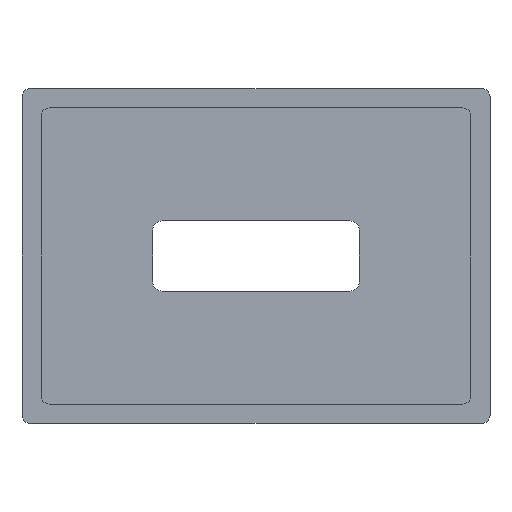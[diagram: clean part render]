
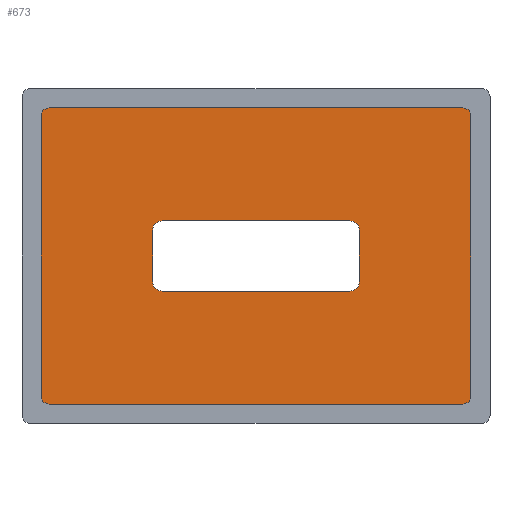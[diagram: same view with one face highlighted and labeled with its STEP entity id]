
A CAD part, front view. The second image highlights one B-rep face of the part: STEP entity #673.
In plain terms, the highlighted planar face has unit normal (0, -1, 0).
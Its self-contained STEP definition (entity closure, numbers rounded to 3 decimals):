
#21=FACE_BOUND('',#108,.T.);
#37=PLANE('',#752);
#69=FACE_OUTER_BOUND('',#107,.T.);
#107=EDGE_LOOP('',(#567,#568,#569,#570,#571,#572,#573,#574));
#108=EDGE_LOOP('',(#575,#576,#577,#578,#579,#580,#581,#582));
#123=LINE('',#989,#187);
#126=LINE('',#1000,#190);
#130=LINE('',#1012,#194);
#133=LINE('',#1021,#197);
#157=LINE('',#1096,#221);
#161=LINE('',#1108,#225);
#165=LINE('',#1120,#229);
#169=LINE('',#1132,#233);
#187=VECTOR('',#783,10.);
#190=VECTOR('',#794,10.);
#194=VECTOR('',#806,10.);
#197=VECTOR('',#817,10.);
#221=VECTOR('',#887,10.);
#225=VECTOR('',#899,10.);
#229=VECTOR('',#911,10.);
#233=VECTOR('',#923,10.);
#248=CIRCLE('',#700,3.);
#250=CIRCLE('',#704,3.);
#252=CIRCLE('',#708,3.);
#254=CIRCLE('',#712,3.);
#268=CIRCLE('',#739,2.5);
#270=CIRCLE('',#743,2.5);
#272=CIRCLE('',#747,2.5);
#274=CIRCLE('',#751,2.5);
#281=VERTEX_POINT('',#979);
#282=VERTEX_POINT('',#981);
#284=VERTEX_POINT('',#987);
#287=VERTEX_POINT('',#994);
#288=VERTEX_POINT('',#996);
#291=VERTEX_POINT('',#1006);
#292=VERTEX_POINT('',#1008);
#294=VERTEX_POINT('',#1017);
#321=VERTEX_POINT('',#1093);
#322=VERTEX_POINT('',#1095);
#324=VERTEX_POINT('',#1101);
#326=VERTEX_POINT('',#1107);
#328=VERTEX_POINT('',#1113);
#330=VERTEX_POINT('',#1119);
#332=VERTEX_POINT('',#1125);
#334=VERTEX_POINT('',#1131);
#345=EDGE_CURVE('',#281,#282,#248,.T.);
#349=EDGE_CURVE('',#281,#284,#123,.T.);
#352=EDGE_CURVE('',#287,#288,#250,.T.);
#354=EDGE_CURVE('',#287,#282,#126,.T.);
#358=EDGE_CURVE('',#291,#292,#252,.T.);
#360=EDGE_CURVE('',#291,#288,#130,.T.);
#364=EDGE_CURVE('',#294,#284,#254,.T.);
#365=EDGE_CURVE('',#294,#292,#133,.T.);
#401=EDGE_CURVE('',#322,#321,#157,.T.);
#404=EDGE_CURVE('',#324,#322,#268,.T.);
#407=EDGE_CURVE('',#326,#324,#161,.T.);
#410=EDGE_CURVE('',#328,#326,#270,.T.);
#413=EDGE_CURVE('',#330,#328,#165,.T.);
#416=EDGE_CURVE('',#332,#330,#272,.T.);
#419=EDGE_CURVE('',#334,#332,#169,.T.);
#422=EDGE_CURVE('',#321,#334,#274,.T.);
#567=ORIENTED_EDGE('',*,*,#413,.T.);
#568=ORIENTED_EDGE('',*,*,#410,.T.);
#569=ORIENTED_EDGE('',*,*,#407,.T.);
#570=ORIENTED_EDGE('',*,*,#404,.T.);
#571=ORIENTED_EDGE('',*,*,#401,.T.);
#572=ORIENTED_EDGE('',*,*,#422,.T.);
#573=ORIENTED_EDGE('',*,*,#419,.T.);
#574=ORIENTED_EDGE('',*,*,#416,.T.);
#575=ORIENTED_EDGE('',*,*,#354,.T.);
#576=ORIENTED_EDGE('',*,*,#345,.F.);
#577=ORIENTED_EDGE('',*,*,#349,.T.);
#578=ORIENTED_EDGE('',*,*,#364,.F.);
#579=ORIENTED_EDGE('',*,*,#365,.T.);
#580=ORIENTED_EDGE('',*,*,#358,.F.);
#581=ORIENTED_EDGE('',*,*,#360,.T.);
#582=ORIENTED_EDGE('',*,*,#352,.F.);
#673=ADVANCED_FACE('',(#69,#21),#37,.F.);
#700=AXIS2_PLACEMENT_3D('',#982,#776,#777);
#704=AXIS2_PLACEMENT_3D('',#997,#789,#790);
#708=AXIS2_PLACEMENT_3D('',#1009,#801,#802);
#712=AXIS2_PLACEMENT_3D('',#1019,#813,#814);
#739=AXIS2_PLACEMENT_3D('',#1102,#893,#894);
#743=AXIS2_PLACEMENT_3D('',#1114,#905,#906);
#747=AXIS2_PLACEMENT_3D('',#1126,#917,#918);
#751=AXIS2_PLACEMENT_3D('',#1136,#929,#930);
#752=AXIS2_PLACEMENT_3D('',#1137,#931,#932);
#776=DIRECTION('center_axis',(0.,-1.,0.));
#777=DIRECTION('ref_axis',(0.707,0.,-0.707));
#783=DIRECTION('',(-1.,0.,0.));
#789=DIRECTION('center_axis',(0.,-1.,0.));
#790=DIRECTION('ref_axis',(0.707,0.,0.707));
#794=DIRECTION('',(0.,0.,-1.));
#801=DIRECTION('center_axis',(0.,-1.,0.));
#802=DIRECTION('ref_axis',(-0.707,0.,0.707));
#806=DIRECTION('',(1.,0.,0.));
#813=DIRECTION('center_axis',(0.,-1.,0.));
#814=DIRECTION('ref_axis',(-0.707,0.,-0.707));
#817=DIRECTION('',(0.,0.,1.));
#887=DIRECTION('',(-1.,0.,0.));
#893=DIRECTION('center_axis',(0.,-1.,0.));
#894=DIRECTION('ref_axis',(0.,0.,1.));
#899=DIRECTION('',(0.,0.,1.));
#905=DIRECTION('center_axis',(0.,-1.,0.));
#906=DIRECTION('ref_axis',(1.,0.,0.));
#911=DIRECTION('',(1.,0.,0.));
#917=DIRECTION('center_axis',(0.,-1.,0.));
#918=DIRECTION('ref_axis',(0.,0.,-1.));
#923=DIRECTION('',(0.,0.,-1.));
#929=DIRECTION('center_axis',(0.,-1.,0.));
#930=DIRECTION('ref_axis',(-1.,0.,0.));
#931=DIRECTION('center_axis',(0.,1.,0.));
#932=DIRECTION('ref_axis',(-1.,0.,0.));
#979=CARTESIAN_POINT('',(139.75,-5.,213.));
#981=CARTESIAN_POINT('',(142.75,-5.,216.));
#982=CARTESIAN_POINT('Origin',(139.75,-5.,216.));
#987=CARTESIAN_POINT('',(80.75,-5.,213.));
#989=CARTESIAN_POINT('',(94.,-5.,213.));
#994=CARTESIAN_POINT('',(142.75,-5.,232.));
#996=CARTESIAN_POINT('',(139.75,-5.,235.));
#997=CARTESIAN_POINT('Origin',(139.75,-5.,232.));
#1000=CARTESIAN_POINT('',(142.75,-5.,218.5));
#1006=CARTESIAN_POINT('',(80.75,-5.,235.));
#1008=CARTESIAN_POINT('',(77.75,-5.,232.));
#1009=CARTESIAN_POINT('Origin',(80.75,-5.,232.));
#1012=CARTESIAN_POINT('',(126.5,-5.,235.));
#1017=CARTESIAN_POINT('',(77.75,-5.,216.));
#1019=CARTESIAN_POINT('Origin',(80.75,-5.,216.));
#1021=CARTESIAN_POINT('',(77.75,-5.,229.5));
#1093=CARTESIAN_POINT('',(45.25,-5.,270.5));
#1095=CARTESIAN_POINT('',(175.25,-5.,270.5));
#1096=CARTESIAN_POINT('',(175.25,-5.,270.5));
#1101=CARTESIAN_POINT('',(177.75,-5.,268.));
#1102=CARTESIAN_POINT('Origin',(175.25,-5.,268.));
#1107=CARTESIAN_POINT('',(177.75,-5.,180.));
#1108=CARTESIAN_POINT('',(177.75,-5.,180.));
#1113=CARTESIAN_POINT('',(175.25,-5.,177.5));
#1114=CARTESIAN_POINT('Origin',(175.25,-5.,180.));
#1119=CARTESIAN_POINT('',(45.25,-5.,177.5));
#1120=CARTESIAN_POINT('',(45.25,-5.,177.5));
#1125=CARTESIAN_POINT('',(42.75,-5.,180.));
#1126=CARTESIAN_POINT('Origin',(45.25,-5.,180.));
#1131=CARTESIAN_POINT('',(42.75,-5.,268.));
#1132=CARTESIAN_POINT('',(42.75,-5.,268.));
#1136=CARTESIAN_POINT('Origin',(45.25,-5.,268.));
#1137=CARTESIAN_POINT('Origin',(110.25,-5.,224.));
